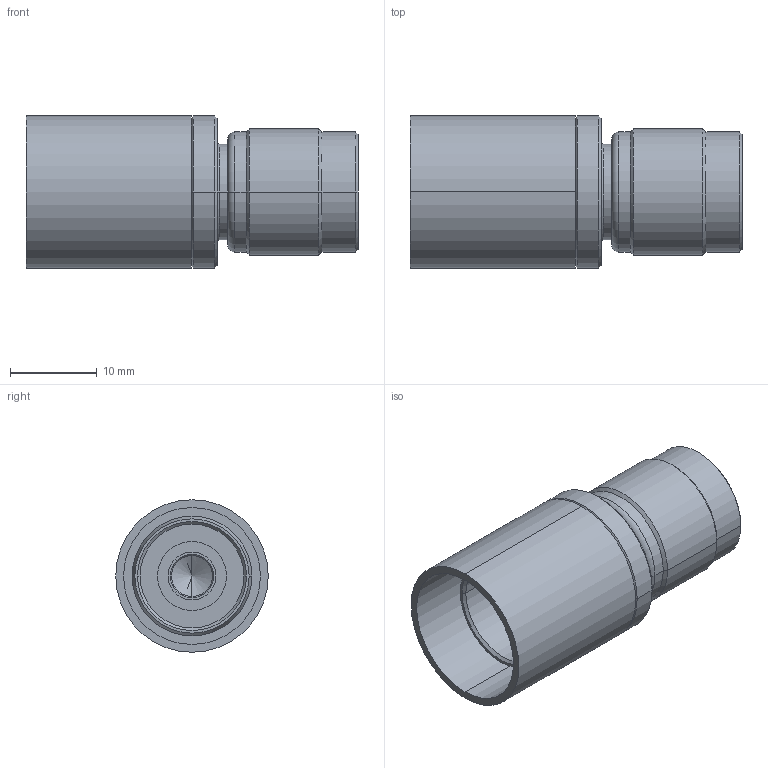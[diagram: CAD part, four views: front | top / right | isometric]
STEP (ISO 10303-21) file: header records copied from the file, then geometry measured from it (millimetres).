
FILE_DESCRIPTION (( 'STEP AP214' ), '1' );
FILE_NAME ('ARTP-1606.STEP', '2019-02-20T15:08:39', ( '' ), ( '' ), 'SwSTEP 2.0', 'SolidWorks 2017', '' );
FILE_SCHEMA (( 'AUTOMOTIVE_DESIGN' ));
Length unit declared in the file: inch
Products named in the file (4): ARTP-1606; ARTP-1606-MA1; ARTP-1606-MA2
Assembly tree (3 placements, depth 2):
  ARTP-1606
    ARTP-1606
    ARTP-1606-MA1
    ARTP-1606-MA2
Bounding box: 38.2 x 17.53 x 17.53 mm (x, y, z)
Volume: 3683.1 mm3; surface area: 6355.2 mm2
Topology: 3 solids, 3 shells, 198 faces, 450 edges, 270 vertices
Faces by surface type: cone 70, cylinder 66, plane 56, torus 6
Entity records: 6029 total; most frequent: CARTESIAN_POINT 1248, DIRECTION 1028, ORIENTED_EDGE 892, EDGE_CURVE 446, AXIS2_PLACEMENT_3D 426, VERTEX_POINT 270, CIRCLE 222, EDGE_LOOP 222
